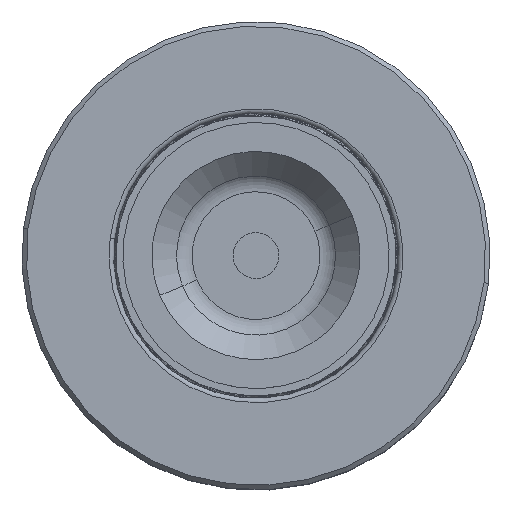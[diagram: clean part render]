
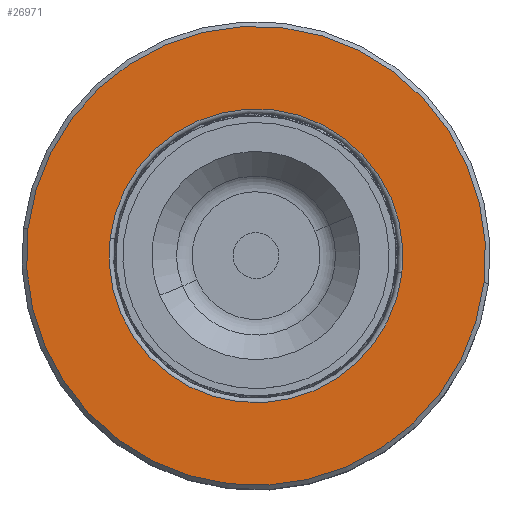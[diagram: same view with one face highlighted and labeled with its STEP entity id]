
A CAD part, top view. The second image highlights one B-rep face of the part: STEP entity #26971.
In plain terms, the highlighted face is planar.
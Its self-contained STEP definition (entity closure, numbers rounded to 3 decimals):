
#721 = EDGE_LOOP ( 'NONE', ( #11172, #44792 ) ) ;
#3200 = DIRECTION ( 'NONE',  ( 0., 1., 0. ) ) ;
#5202 = DIRECTION ( 'NONE',  ( 0., -1., 0. ) ) ;
#6429 = CARTESIAN_POINT ( 'NONE',  ( 25., 15.687, 0. ) ) ;
#6699 = PLANE ( 'NONE',  #43326 ) ;
#8787 = ORIENTED_EDGE ( 'NONE', *, *, #34859, .F. ) ;
#10016 = AXIS2_PLACEMENT_3D ( 'NONE', #32542, #16765, #25560 ) ;
#11172 = ORIENTED_EDGE ( 'NONE', *, *, #51040, .T. ) ;
#13724 = AXIS2_PLACEMENT_3D ( 'NONE', #25519, #5202, #38092 ) ;
#14165 = AXIS2_PLACEMENT_3D ( 'NONE', #42946, #30165, #34966 ) ;
#14462 = CARTESIAN_POINT ( 'NONE',  ( 0., 15.687, -16. ) ) ;
#15834 = CARTESIAN_POINT ( 'NONE',  ( 0., 15.687, 25. ) ) ;
#16765 = DIRECTION ( 'NONE',  ( 0., -1., 0. ) ) ;
#21312 = DIRECTION ( 'NONE',  ( 0., 0., -1. ) ) ;
#21821 = CARTESIAN_POINT ( 'NONE',  ( 0., 15.687, 0. ) ) ;
#22676 = CIRCLE ( 'NONE', #14165, 16. ) ;
#23263 = EDGE_CURVE ( 'NONE', #46897, #31942, #22676, .T. ) ;
#24730 = CARTESIAN_POINT ( 'NONE',  ( 0., 15.687, -25. ) ) ;
#25519 = CARTESIAN_POINT ( 'NONE',  ( 0., 15.687, 0. ) ) ;
#25560 = DIRECTION ( 'NONE',  ( 0., 0., -1. ) ) ;
#26971 = ADVANCED_FACE ( 'NONE', ( #51533, #35047 ), #6699, .T. ) ;
#28100 = ORIENTED_EDGE ( 'NONE', *, *, #43347, .F. ) ;
#30165 = DIRECTION ( 'NONE',  ( 0., -1., 0. ) ) ;
#30768 = CIRCLE ( 'NONE', #13724, 16. ) ;
#31942 = VERTEX_POINT ( 'NONE', #14462 ) ;
#32542 = CARTESIAN_POINT ( 'NONE',  ( 0., 15.687, 0. ) ) ;
#32654 = VERTEX_POINT ( 'NONE', #15834 ) ;
#34859 = EDGE_CURVE ( 'NONE', #32654, #44886, #40323, .T. ) ;
#34966 = DIRECTION ( 'NONE',  ( 0., 0., -1. ) ) ;
#35047 = FACE_OUTER_BOUND ( 'NONE', #37254, .T. ) ;
#35315 = DIRECTION ( 'NONE',  ( 0., 0., 1. ) ) ;
#37254 = EDGE_LOOP ( 'NONE', ( #28100, #8787 ) ) ;
#38092 = DIRECTION ( 'NONE',  ( 0., 0., -1. ) ) ;
#38151 = DIRECTION ( 'NONE',  ( 0., -1., 0. ) ) ;
#38617 = AXIS2_PLACEMENT_3D ( 'NONE', #21821, #38151, #21312 ) ;
#40323 = CIRCLE ( 'NONE', #38617, 25. ) ;
#40415 = CARTESIAN_POINT ( 'NONE',  ( 0., 15.687, 16. ) ) ;
#42422 = CIRCLE ( 'NONE', #10016, 25. ) ;
#42946 = CARTESIAN_POINT ( 'NONE',  ( 0., 15.687, 0. ) ) ;
#43326 = AXIS2_PLACEMENT_3D ( 'NONE', #6429, #3200, #35315 ) ;
#43347 = EDGE_CURVE ( 'NONE', #44886, #32654, #42422, .T. ) ;
#44792 = ORIENTED_EDGE ( 'NONE', *, *, #23263, .T. ) ;
#44886 = VERTEX_POINT ( 'NONE', #24730 ) ;
#46897 = VERTEX_POINT ( 'NONE', #40415 ) ;
#51040 = EDGE_CURVE ( 'NONE', #31942, #46897, #30768, .T. ) ;
#51533 = FACE_BOUND ( 'NONE', #721, .T. ) ;
